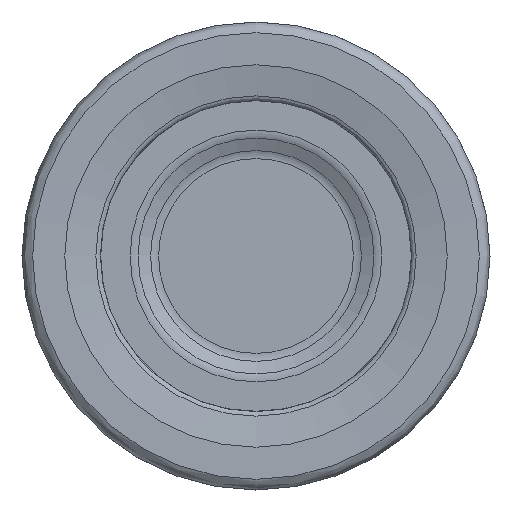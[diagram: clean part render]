
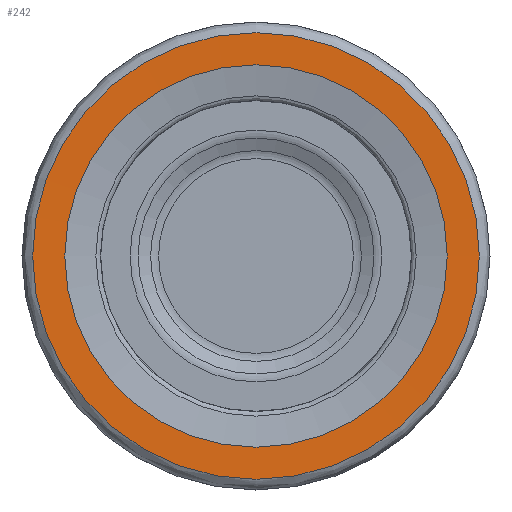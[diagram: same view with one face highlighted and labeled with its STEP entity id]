
A CAD part, left-side view. The second image highlights one B-rep face of the part: STEP entity #242.
In plain terms, the highlighted face is a revolution surface.
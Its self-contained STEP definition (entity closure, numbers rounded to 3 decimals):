
#24=SURFACE_OF_REVOLUTION('',#44,#34);
#34=AXIS1_PLACEMENT('',#597,#516);
#44=B_SPLINE_CURVE_WITH_KNOTS('',3,(#587,#588,#589,#590,#591,#592,#593,
#594,#595,#596),.UNSPECIFIED.,.F.,.F.,(4,2,2,2,4),(0.,0.25,0.5,0.75,1.),
 .UNSPECIFIED.);
#208=FACE_BOUND('',#283,.T.);
#209=FACE_BOUND('',#284,.T.);
#242=ADVANCED_FACE('',(#208,#209),#24,.T.);
#283=EDGE_LOOP('',(#329));
#284=EDGE_LOOP('',(#330));
#329=ORIENTED_EDGE('',*,*,#385,.F.);
#330=ORIENTED_EDGE('',*,*,#386,.T.);
#362=VERTEX_POINT('',#584);
#363=VERTEX_POINT('',#586);
#385=EDGE_CURVE('',#362,#362,#408,.T.);
#386=EDGE_CURVE('',#363,#363,#409,.T.);
#408=CIRCLE('',#446,11.931);
#409=CIRCLE('',#447,10.214);
#446=AXIS2_PLACEMENT_3D('',#583,#512,#513);
#447=AXIS2_PLACEMENT_3D('',#585,#514,#515);
#512=DIRECTION('',(1.,0.,0.));
#513=DIRECTION('',(0.,0.,-1.));
#514=DIRECTION('',(1.,0.,0.));
#515=DIRECTION('',(0.,0.,-1.));
#516=DIRECTION('',(1.,0.,0.));
#583=CARTESIAN_POINT('',(0.,0.,0.));
#584=CARTESIAN_POINT('',(0.,0.,-11.931));
#585=CARTESIAN_POINT('',(0.021,0.,0.));
#586=CARTESIAN_POINT('',(0.021,0.,-10.214));
#587=CARTESIAN_POINT('',(0.021,-10.214,0.));
#588=CARTESIAN_POINT('',(0.017,-10.355,0.));
#589=CARTESIAN_POINT('',(0.016,-10.499,0.));
#590=CARTESIAN_POINT('',(0.013,-10.785,0.));
#591=CARTESIAN_POINT('',(0.01,-10.928,0.));
#592=CARTESIAN_POINT('',(0.006,-11.214,0.));
#593=CARTESIAN_POINT('',(0.005,-11.357,0.));
#594=CARTESIAN_POINT('',(0.002,-11.644,0.));
#595=CARTESIAN_POINT('',(0.,-11.788,0.));
#596=CARTESIAN_POINT('',(0.,-11.931,0.));
#597=CARTESIAN_POINT('',(0.,0.,0.));
